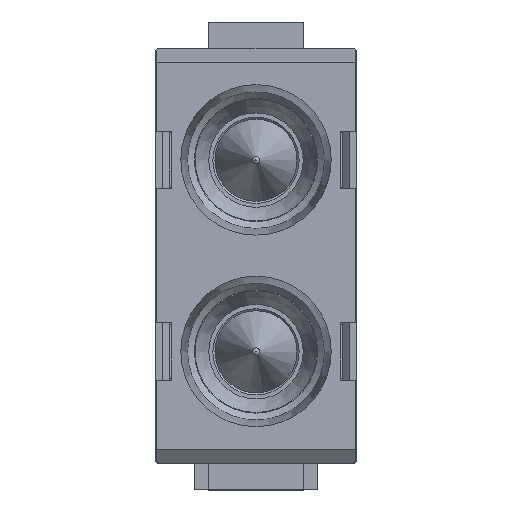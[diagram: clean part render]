
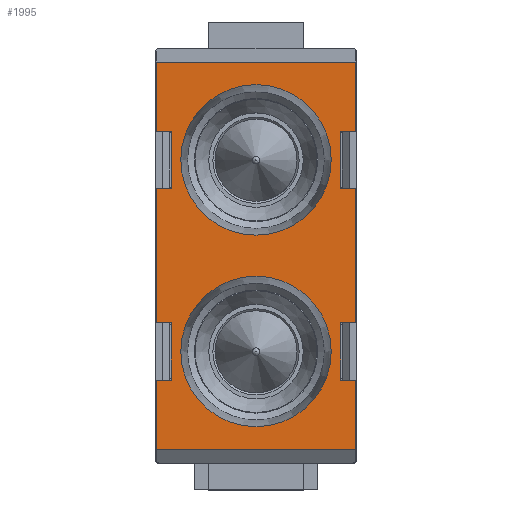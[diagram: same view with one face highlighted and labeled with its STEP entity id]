
A CAD part, top view. The second image highlights one B-rep face of the part: STEP entity #1995.
In plain terms, the highlighted planar face has unit normal (0, 0, 1).
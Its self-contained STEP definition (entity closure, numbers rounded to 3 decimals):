
#1442=FACE_BOUND('',#3776,.T.);
#1443=FACE_BOUND('',#3777,.T.);
#1444=FACE_BOUND('',#3778,.T.);
#1995=ADVANCED_FACE('',(#1442,#1443,#1444),#2508,.T.);
#2508=PLANE('',#14813);
#3776=EDGE_LOOP('',(#7200));
#3777=EDGE_LOOP('',(#7201));
#3778=EDGE_LOOP('',(#7202,#7203,#7204,#7205,#7206,#7207,#7208,#7209,#7210,
#7211,#7212,#7213,#7214,#7215,#7216,#7217,#7218,#7219,#7220,#7221));
#4358=CIRCLE('',#14773,5.5);
#4362=CIRCLE('',#14780,5.5);
#7200=ORIENTED_EDGE('',*,*,#11566,.F.);
#7201=ORIENTED_EDGE('',*,*,#11570,.F.);
#7202=ORIENTED_EDGE('',*,*,#11491,.T.);
#7203=ORIENTED_EDGE('',*,*,#11516,.T.);
#7204=ORIENTED_EDGE('',*,*,#11487,.T.);
#7205=ORIENTED_EDGE('',*,*,#11626,.T.);
#7206=ORIENTED_EDGE('',*,*,#11599,.F.);
#7207=ORIENTED_EDGE('',*,*,#11605,.T.);
#7208=ORIENTED_EDGE('',*,*,#11471,.T.);
#7209=ORIENTED_EDGE('',*,*,#11624,.T.);
#7210=ORIENTED_EDGE('',*,*,#11475,.T.);
#7211=ORIENTED_EDGE('',*,*,#11627,.T.);
#7212=ORIENTED_EDGE('',*,*,#11463,.T.);
#7213=ORIENTED_EDGE('',*,*,#11622,.T.);
#7214=ORIENTED_EDGE('',*,*,#11467,.T.);
#7215=ORIENTED_EDGE('',*,*,#11628,.T.);
#7216=ORIENTED_EDGE('',*,*,#11601,.F.);
#7217=ORIENTED_EDGE('',*,*,#11576,.T.);
#7218=ORIENTED_EDGE('',*,*,#11483,.T.);
#7219=ORIENTED_EDGE('',*,*,#11518,.T.);
#7220=ORIENTED_EDGE('',*,*,#11479,.T.);
#7221=ORIENTED_EDGE('',*,*,#11629,.T.);
#9647=VERTEX_POINT('',#28651);
#9648=VERTEX_POINT('',#28652);
#9651=VERTEX_POINT('',#28660);
#9652=VERTEX_POINT('',#28661);
#9655=VERTEX_POINT('',#28669);
#9656=VERTEX_POINT('',#28670);
#9659=VERTEX_POINT('',#28678);
#9660=VERTEX_POINT('',#28679);
#9663=VERTEX_POINT('',#28687);
#9664=VERTEX_POINT('',#28688);
#9667=VERTEX_POINT('',#28696);
#9668=VERTEX_POINT('',#28697);
#9671=VERTEX_POINT('',#28705);
#9672=VERTEX_POINT('',#28706);
#9675=VERTEX_POINT('',#28714);
#9676=VERTEX_POINT('',#28715);
#9718=VERTEX_POINT('',#28864);
#9722=VERTEX_POINT('',#28875);
#9727=VERTEX_POINT('',#28888);
#9741=VERTEX_POINT('',#28930);
#9742=VERTEX_POINT('',#28932);
#9743=VERTEX_POINT('',#28936);
#11463=EDGE_CURVE('',#9647,#9648,#12954,.T.);
#11467=EDGE_CURVE('',#9651,#9652,#12958,.T.);
#11471=EDGE_CURVE('',#9655,#9656,#12962,.T.);
#11475=EDGE_CURVE('',#9659,#9660,#12966,.T.);
#11479=EDGE_CURVE('',#9663,#9664,#12970,.T.);
#11483=EDGE_CURVE('',#9667,#9668,#12974,.T.);
#11487=EDGE_CURVE('',#9671,#9672,#12978,.T.);
#11491=EDGE_CURVE('',#9675,#9676,#12982,.T.);
#11516=EDGE_CURVE('',#9676,#9671,#13002,.T.);
#11518=EDGE_CURVE('',#9668,#9663,#13004,.T.);
#11566=EDGE_CURVE('',#9718,#9718,#4358,.T.);
#11570=EDGE_CURVE('',#9722,#9722,#4362,.T.);
#11576=EDGE_CURVE('',#9727,#9667,#13051,.T.);
#11599=EDGE_CURVE('',#9741,#9742,#13066,.T.);
#11601=EDGE_CURVE('',#9727,#9743,#13068,.T.);
#11605=EDGE_CURVE('',#9741,#9655,#13070,.T.);
#11622=EDGE_CURVE('',#9648,#9651,#13086,.T.);
#11624=EDGE_CURVE('',#9656,#9659,#13088,.T.);
#11626=EDGE_CURVE('',#9672,#9742,#13090,.T.);
#11627=EDGE_CURVE('',#9660,#9647,#13091,.T.);
#11628=EDGE_CURVE('',#9652,#9743,#13092,.T.);
#11629=EDGE_CURVE('',#9664,#9675,#13093,.T.);
#12954=LINE('',#28650,#13810);
#12958=LINE('',#28659,#13814);
#12962=LINE('',#28668,#13818);
#12966=LINE('',#28677,#13822);
#12970=LINE('',#28686,#13826);
#12974=LINE('',#28695,#13830);
#12978=LINE('',#28704,#13834);
#12982=LINE('',#28713,#13838);
#13002=LINE('',#28762,#13858);
#13004=LINE('',#28764,#13860);
#13051=LINE('',#28887,#13907);
#13066=LINE('',#28931,#13922);
#13068=LINE('',#28935,#13924);
#13070=LINE('',#28945,#13926);
#13086=LINE('',#28973,#13942);
#13088=LINE('',#28975,#13944);
#13090=LINE('',#28978,#13946);
#13091=LINE('',#28979,#13947);
#13092=LINE('',#28980,#13948);
#13093=LINE('',#28981,#13949);
#13810=VECTOR('',#17186,1.);
#13814=VECTOR('',#17192,1.);
#13818=VECTOR('',#17198,1.);
#13822=VECTOR('',#17204,1.);
#13826=VECTOR('',#17210,1.);
#13830=VECTOR('',#17216,1.);
#13834=VECTOR('',#17222,1.);
#13838=VECTOR('',#17228,1.);
#13858=VECTOR('',#17278,1.);
#13860=VECTOR('',#17280,1.);
#13907=VECTOR('',#17403,1.);
#13922=VECTOR('',#17446,1.);
#13924=VECTOR('',#17450,1.);
#13926=VECTOR('',#17462,1.);
#13942=VECTOR('',#17496,1.);
#13944=VECTOR('',#17498,1.);
#13946=VECTOR('',#17502,1.);
#13947=VECTOR('',#17503,1.);
#13948=VECTOR('',#17504,1.);
#13949=VECTOR('',#17505,1.);
#14773=AXIS2_PLACEMENT_3D('',#28863,#17378,#17379);
#14780=AXIS2_PLACEMENT_3D('',#28874,#17392,#17393);
#14813=AXIS2_PLACEMENT_3D('',#28982,#17506,#17507);
#17186=DIRECTION('',(1.,0.,0.));
#17192=DIRECTION('',(-1.,0.,0.));
#17198=DIRECTION('',(1.,0.,0.));
#17204=DIRECTION('',(-1.,0.,0.));
#17210=DIRECTION('',(1.,0.,0.));
#17216=DIRECTION('',(-1.,0.,0.));
#17222=DIRECTION('',(1.,0.,0.));
#17228=DIRECTION('',(-1.,0.,0.));
#17278=DIRECTION('',(0.,1.,0.));
#17280=DIRECTION('',(0.,1.,0.));
#17378=DIRECTION('',(0.,0.,1.));
#17379=DIRECTION('',(1.,0.,0.));
#17392=DIRECTION('',(0.,0.,1.));
#17393=DIRECTION('',(1.,0.,0.));
#17403=DIRECTION('',(0.,1.,0.));
#17446=DIRECTION('',(1.,0.,0.));
#17450=DIRECTION('',(-1.,0.,0.));
#17462=DIRECTION('',(0.,-1.,0.));
#17496=DIRECTION('',(0.,-1.,0.));
#17498=DIRECTION('',(0.,-1.,0.));
#17502=DIRECTION('',(0.,1.,0.));
#17503=DIRECTION('',(0.,-1.,0.));
#17504=DIRECTION('',(0.,-1.,0.));
#17505=DIRECTION('',(0.,1.,0.));
#17506=DIRECTION('',(0.,0.,1.));
#17507=DIRECTION('',(1.,0.,0.));
#28650=CARTESIAN_POINT('',(0.,-4.9,47.25));
#28651=CARTESIAN_POINT('',(-7.3,-4.9,47.25));
#28652=CARTESIAN_POINT('',(-6.2,-4.9,47.25));
#28659=CARTESIAN_POINT('',(0.,-9.1,47.25));
#28660=CARTESIAN_POINT('',(-6.2,-9.1,47.25));
#28661=CARTESIAN_POINT('',(-7.3,-9.1,47.25));
#28668=CARTESIAN_POINT('',(0.,9.1,47.25));
#28669=CARTESIAN_POINT('',(-7.3,9.1,47.25));
#28670=CARTESIAN_POINT('',(-6.2,9.1,47.25));
#28677=CARTESIAN_POINT('',(0.,4.9,47.25));
#28678=CARTESIAN_POINT('',(-6.2,4.9,47.25));
#28679=CARTESIAN_POINT('',(-7.3,4.9,47.25));
#28686=CARTESIAN_POINT('',(0.,-4.9,47.25));
#28687=CARTESIAN_POINT('',(6.2,-4.9,47.25));
#28688=CARTESIAN_POINT('',(7.3,-4.9,47.25));
#28695=CARTESIAN_POINT('',(0.,-9.1,47.25));
#28696=CARTESIAN_POINT('',(7.3,-9.1,47.25));
#28697=CARTESIAN_POINT('',(6.2,-9.1,47.25));
#28704=CARTESIAN_POINT('',(0.,9.1,47.25));
#28705=CARTESIAN_POINT('',(6.2,9.1,47.25));
#28706=CARTESIAN_POINT('',(7.3,9.1,47.25));
#28713=CARTESIAN_POINT('',(0.,4.9,47.25));
#28714=CARTESIAN_POINT('',(7.3,4.9,47.25));
#28715=CARTESIAN_POINT('',(6.2,4.9,47.25));
#28762=CARTESIAN_POINT('',(6.2,0.,47.25));
#28764=CARTESIAN_POINT('',(6.2,0.,47.25));
#28863=CARTESIAN_POINT('',(0.,-7.,47.25));
#28864=CARTESIAN_POINT('',(5.5,-7.,47.25));
#28874=CARTESIAN_POINT('',(0.,7.,47.25));
#28875=CARTESIAN_POINT('',(5.5,7.,47.25));
#28887=CARTESIAN_POINT('',(7.3,-15.15,47.25));
#28888=CARTESIAN_POINT('',(7.3,-14.15,47.25));
#28930=CARTESIAN_POINT('',(-7.3,14.15,47.25));
#28931=CARTESIAN_POINT('',(0.,14.15,47.25));
#28932=CARTESIAN_POINT('',(7.3,14.15,47.25));
#28935=CARTESIAN_POINT('',(0.,-14.15,47.25));
#28936=CARTESIAN_POINT('',(-7.3,-14.15,47.25));
#28945=CARTESIAN_POINT('',(-7.3,15.15,47.25));
#28973=CARTESIAN_POINT('',(-6.2,0.,47.25));
#28975=CARTESIAN_POINT('',(-6.2,0.,47.25));
#28978=CARTESIAN_POINT('',(7.3,-15.15,47.25));
#28979=CARTESIAN_POINT('',(-7.3,15.15,47.25));
#28980=CARTESIAN_POINT('',(-7.3,15.15,47.25));
#28981=CARTESIAN_POINT('',(7.3,-15.15,47.25));
#28982=CARTESIAN_POINT('',(0.,0.,47.25));
